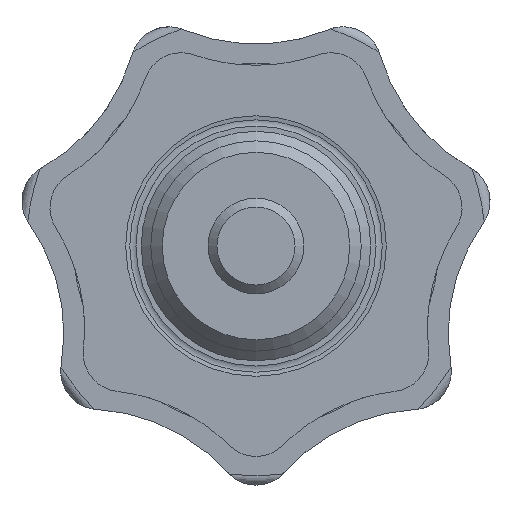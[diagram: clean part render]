
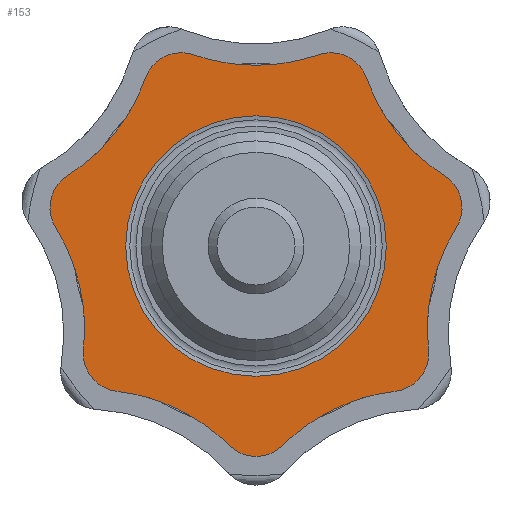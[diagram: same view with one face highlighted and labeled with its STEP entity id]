
A CAD part, front view. The second image highlights one B-rep face of the part: STEP entity #153.
In plain terms, the highlighted planar face has unit normal (0, -1, 0).
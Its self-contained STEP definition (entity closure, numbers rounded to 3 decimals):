
#153 = ADVANCED_FACE( '', ( #326, #327 ), #328, .F. );
#326 = FACE_OUTER_BOUND( '', #518, .T. );
#327 = FACE_BOUND( '', #519, .T. );
#328 = PLANE( '', #520 );
#518 = EDGE_LOOP( '', ( #946, #947, #948, #949, #950, #951, #952, #953, #954, #955, #956, #957, #958, #959 ) );
#519 = EDGE_LOOP( '', ( #960 ) );
#520 = AXIS2_PLACEMENT_3D( '', #961, #962, #963 );
#946 = ORIENTED_EDGE( '', *, *, #1195, .T. );
#947 = ORIENTED_EDGE( '', *, *, #1301, .F. );
#948 = ORIENTED_EDGE( '', *, *, #1151, .T. );
#949 = ORIENTED_EDGE( '', *, *, #1302, .F. );
#950 = ORIENTED_EDGE( '', *, *, #1303, .T. );
#951 = ORIENTED_EDGE( '', *, *, #1131, .F. );
#952 = ORIENTED_EDGE( '', *, *, #1145, .T. );
#953 = ORIENTED_EDGE( '', *, *, #1173, .F. );
#954 = ORIENTED_EDGE( '', *, *, #1138, .T. );
#955 = ORIENTED_EDGE( '', *, *, #1304, .F. );
#956 = ORIENTED_EDGE( '', *, *, #1212, .T. );
#957 = ORIENTED_EDGE( '', *, *, #1256, .F. );
#958 = ORIENTED_EDGE( '', *, *, #1230, .T. );
#959 = ORIENTED_EDGE( '', *, *, #1237, .F. );
#960 = ORIENTED_EDGE( '', *, *, #1305, .F. );
#961 = CARTESIAN_POINT( '', ( -26.004, 27.6, -9.941 ) );
#962 = DIRECTION( '', ( 0., 1., 0. ) );
#963 = DIRECTION( '', ( 0., 0., 1. ) );
#1131 = EDGE_CURVE( '', #1347, #1342, #1349, .T. );
#1138 = EDGE_CURVE( '', #1361, #1358, #1362, .T. );
#1145 = EDGE_CURVE( '', #1347, #1371, #1374, .T. );
#1151 = EDGE_CURVE( '', #1384, #1381, #1385, .T. );
#1173 = EDGE_CURVE( '', #1361, #1371, #1420, .T. );
#1195 = EDGE_CURVE( '', #1457, #1454, #1458, .T. );
#1212 = EDGE_CURVE( '', #1487, #1484, #1488, .T. );
#1230 = EDGE_CURVE( '', #1518, #1515, #1519, .T. );
#1237 = EDGE_CURVE( '', #1457, #1515, #1529, .T. );
#1256 = EDGE_CURVE( '', #1518, #1484, #1560, .T. );
#1301 = EDGE_CURVE( '', #1384, #1454, #1616, .T. );
#1302 = EDGE_CURVE( '', #1617, #1381, #1618, .T. );
#1303 = EDGE_CURVE( '', #1617, #1342, #1619, .T. );
#1304 = EDGE_CURVE( '', #1487, #1358, #1620, .T. );
#1305 = EDGE_CURVE( '', #1621, #1621, #1622, .F. );
#1342 = VERTEX_POINT( '', #1688 );
#1347 = VERTEX_POINT( '', #1694 );
#1349 = CIRCLE( '', #1697, 4. );
#1358 = VERTEX_POINT( '', #1728 );
#1361 = VERTEX_POINT( '', #1732 );
#1362 = CIRCLE( '', #1733, 20. );
#1371 = VERTEX_POINT( '', #1752 );
#1374 = CIRCLE( '', #1756, 20. );
#1381 = VERTEX_POINT( '', #1772 );
#1384 = VERTEX_POINT( '', #1776 );
#1385 = CIRCLE( '', #1777, 20. );
#1420 = CIRCLE( '', #1876, 4. );
#1454 = VERTEX_POINT( '', #2006 );
#1457 = VERTEX_POINT( '', #2010 );
#1458 = CIRCLE( '', #2011, 20. );
#1484 = VERTEX_POINT( '', #2069 );
#1487 = VERTEX_POINT( '', #2073 );
#1488 = CIRCLE( '', #2074, 20. );
#1515 = VERTEX_POINT( '', #2160 );
#1518 = VERTEX_POINT( '', #2164 );
#1519 = CIRCLE( '', #2165, 20. );
#1529 = CIRCLE( '', #2185, 4. );
#1560 = CIRCLE( '', #2294, 4. );
#1616 = CIRCLE( '', #2504, 4. );
#1617 = VERTEX_POINT( '', #2505 );
#1618 = CIRCLE( '', #2506, 4. );
#1619 = CIRCLE( '', #2507, 20. );
#1620 = CIRCLE( '', #2508, 4. );
#1621 = VERTEX_POINT( '', #2509 );
#1622 = CIRCLE( '', #2510, 13.625 );
#1688 = CARTESIAN_POINT( '', ( 14.541, 27.6, -15.195 ) );
#1694 = CARTESIAN_POINT( '', ( 18.05, 27.6, -10.795 ) );
#1697 = AXIS2_PLACEMENT_3D( '', #2572, #2573, #2574 );
#1728 = CARTESIAN_POINT( '', ( 11.579, 27.6, 17.558 ) );
#1732 = CARTESIAN_POINT( '', ( 19.694, 27.6, 7.381 ) );
#1733 = AXIS2_PLACEMENT_3D( '', #2579, #2580, #2581 );
#1752 = CARTESIAN_POINT( '', ( 20.947, 27.6, 1.895 ) );
#1756 = AXIS2_PLACEMENT_3D( '', #2590, #2591, #2592 );
#1772 = CARTESIAN_POINT( '', ( -2.814, 27.6, -20.843 ) );
#1776 = CARTESIAN_POINT( '', ( -14.541, 27.6, -15.195 ) );
#1777 = AXIS2_PLACEMENT_3D( '', #2600, #2601, #2602 );
#1876 = AXIS2_PLACEMENT_3D( '', #2632, #2633, #2634 );
#2006 = CARTESIAN_POINT( '', ( -18.05, 27.6, -10.795 ) );
#2010 = CARTESIAN_POINT( '', ( -20.947, 27.6, 1.895 ) );
#2011 = AXIS2_PLACEMENT_3D( '', #2654, #2655, #2656 );
#2069 = CARTESIAN_POINT( '', ( -6.508, 27.6, 20. ) );
#2073 = CARTESIAN_POINT( '', ( 6.508, 27.6, 20. ) );
#2074 = AXIS2_PLACEMENT_3D( '', #2680, #2681, #2682 );
#2160 = CARTESIAN_POINT( '', ( -19.694, 27.6, 7.381 ) );
#2164 = CARTESIAN_POINT( '', ( -11.579, 27.6, 17.558 ) );
#2165 = AXIS2_PLACEMENT_3D( '', #2702, #2703, #2704 );
#2185 = AXIS2_PLACEMENT_3D( '', #2715, #2716, #2717 );
#2294 = AXIS2_PLACEMENT_3D( '', #2739, #2740, #2741 );
#2504 = AXIS2_PLACEMENT_3D( '', #2814, #2815, #2816 );
#2505 = CARTESIAN_POINT( '', ( 2.814, 27.6, -20.843 ) );
#2506 = AXIS2_PLACEMENT_3D( '', #2817, #2818, #2819 );
#2507 = AXIS2_PLACEMENT_3D( '', #2820, #2821, #2822 );
#2508 = AXIS2_PLACEMENT_3D( '', #2823, #2824, #2825 );
#2509 = CARTESIAN_POINT( '', ( 0., 27.6, 13.625 ) );
#2510 = AXIS2_PLACEMENT_3D( '', #2826, #2827, #2828 );
#2572 = CARTESIAN_POINT( '', ( 14.073, 27.6, -11.223 ) );
#2573 = DIRECTION( '', ( 0., 1., 0. ) );
#2574 = DIRECTION( '', ( 1., 0., 0. ) );
#2579 = CARTESIAN_POINT( '', ( 30.422, 27.6, 24.261 ) );
#2580 = DIRECTION( '', ( 0., 1., 0. ) );
#2581 = DIRECTION( '', ( 1., 0., 0. ) );
#2590 = CARTESIAN_POINT( '', ( 37.936, 27.6, -8.659 ) );
#2591 = DIRECTION( '', ( 0., 1., 0. ) );
#2592 = DIRECTION( '', ( 1., 0., 0. ) );
#2600 = CARTESIAN_POINT( '', ( -16.883, 27.6, -35.058 ) );
#2601 = DIRECTION( '', ( 0., 1., 0. ) );
#2602 = DIRECTION( '', ( 1., 0., 0. ) );
#2632 = CARTESIAN_POINT( '', ( 17.549, 27.6, 4.005 ) );
#2633 = DIRECTION( '', ( 0., 1., 0. ) );
#2634 = DIRECTION( '', ( 1., 0., 0. ) );
#2654 = CARTESIAN_POINT( '', ( -37.936, 27.6, -8.659 ) );
#2655 = DIRECTION( '', ( 0., 1., 0. ) );
#2656 = DIRECTION( '', ( 1., 0., 0. ) );
#2680 = CARTESIAN_POINT( '', ( 0., 27.6, 38.911 ) );
#2681 = DIRECTION( '', ( 0., 1., 0. ) );
#2682 = DIRECTION( '', ( 1., 0., 0. ) );
#2702 = CARTESIAN_POINT( '', ( -30.422, 27.6, 24.261 ) );
#2703 = DIRECTION( '', ( 0., 1., 0. ) );
#2704 = DIRECTION( '', ( 1., 0., 0. ) );
#2715 = CARTESIAN_POINT( '', ( -17.549, 27.6, 4.005 ) );
#2716 = DIRECTION( '', ( 0., 1., 0. ) );
#2717 = DIRECTION( '', ( 1., 0., 0. ) );
#2739 = CARTESIAN_POINT( '', ( -7.81, 27.6, 16.217 ) );
#2740 = DIRECTION( '', ( 0., 1., 0. ) );
#2741 = DIRECTION( '', ( 1., 0., 0. ) );
#2814 = CARTESIAN_POINT( '', ( -14.073, 27.6, -11.223 ) );
#2815 = DIRECTION( '', ( 0., 1., 0. ) );
#2816 = DIRECTION( '', ( 1., 0., 0. ) );
#2817 = CARTESIAN_POINT( '', ( 0., 27.6, -18. ) );
#2818 = DIRECTION( '', ( 0., 1., 0. ) );
#2819 = DIRECTION( '', ( 1., 0., 0. ) );
#2820 = CARTESIAN_POINT( '', ( 16.883, 27.6, -35.058 ) );
#2821 = DIRECTION( '', ( 0., 1., 0. ) );
#2822 = DIRECTION( '', ( 1., 0., 0. ) );
#2823 = CARTESIAN_POINT( '', ( 7.81, 27.6, 16.217 ) );
#2824 = DIRECTION( '', ( 0., 1., 0. ) );
#2825 = DIRECTION( '', ( 1., 0., 0. ) );
#2826 = CARTESIAN_POINT( '', ( 0., 27.6, 0. ) );
#2827 = DIRECTION( '', ( 0., 1., 0. ) );
#2828 = DIRECTION( '', ( 0., 0., 1. ) );
